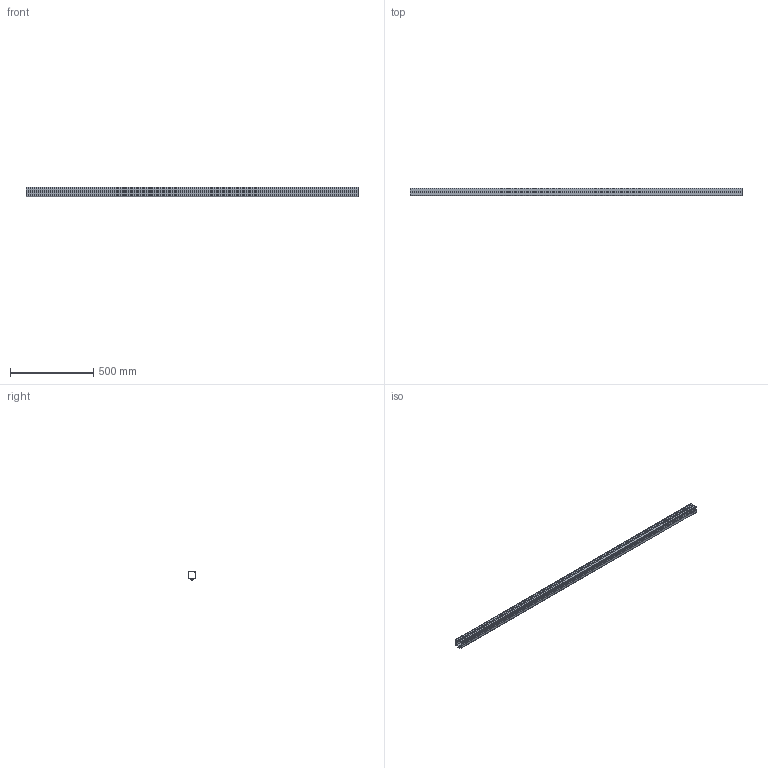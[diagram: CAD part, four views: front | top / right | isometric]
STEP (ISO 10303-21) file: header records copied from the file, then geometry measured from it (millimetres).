
FILE_DESCRIPTION(/* description */ ('CABLE DUCT 45 MM'),/* implementation_level */ '2;1');
FILE_NAME(/* name */ '3842523014.stp',/* time_stamp */ '2026-03-17T09:39:37+01:00',/* author */ ('andreas.svensson'),/* organization */ (''),/* preprocessor_version */ 'ST-DEVELOPER v20.1',/* originating_system */ 'Autodesk Inventor 2026',/* authorisation */ '');
FILE_SCHEMA (('AUTOMOTIVE_DESIGN { 1 0 10303 214 3 1 1 }'));
Length unit declared in the file: millimetre
Products named in the file (1): 3842523014
Bounding box: 2000 x 45 x 55.2 mm (x, y, z)
Volume: 630044.3 mm3; surface area: 825111.2 mm2
Topology: 1 solids, 1 shells, 81 faces, 237 edges, 158 vertices
Faces by surface type: plane 68, cylinder 13
Entity records: 2709 total; most frequent: CARTESIAN_POINT 477, ORIENTED_EDGE 474, DIRECTION 427, EDGE_CURVE 237, LINE 211, VECTOR 211, VERTEX_POINT 158, AXIS2_PLACEMENT_3D 108
